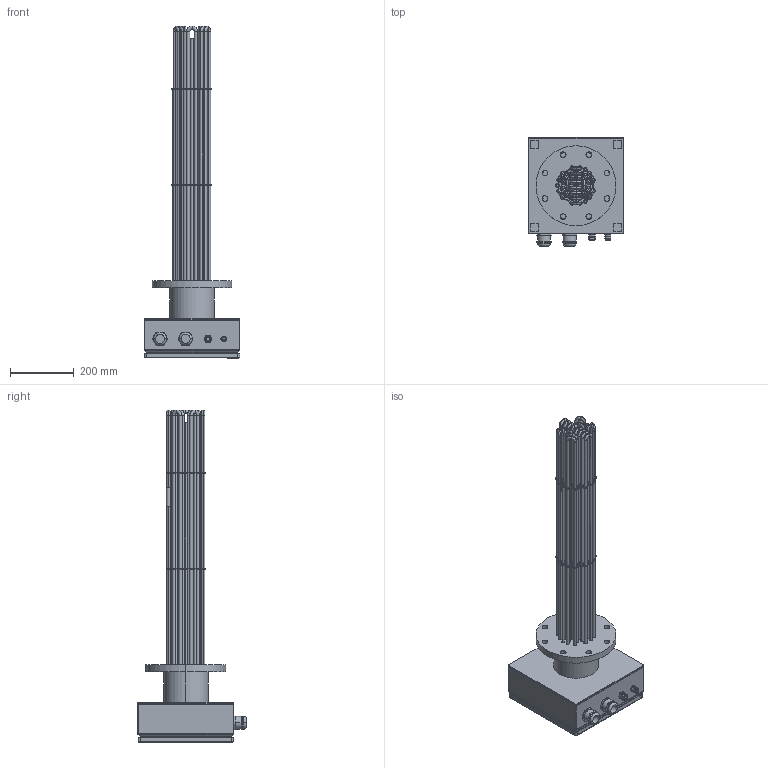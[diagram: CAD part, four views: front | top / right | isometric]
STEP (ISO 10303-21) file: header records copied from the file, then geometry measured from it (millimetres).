
FILE_DESCRIPTION (( 'STEP AP214' ), '1' );
FILE_NAME ('180015 - SSFHK 60 kW DN125 ET 800 STEP.STEP', '2021-06-08T08:01:41', ( '' ), ( '' ), 'SwSTEP 2.0', 'SolidWorks 2021', '' );
FILE_SCHEMA (( 'AUTOMOTIVE_DESIGN' ));
Length unit declared in the file: millimetre
Products named in the file (21): VM^SSFHK_DN125 - 18 RHK - 800mm; Distanzscheiben^SSFHK_DN125 - 18 RHK; Messingbrücken^SSFHK_TYP E - DN125 - 18 RHK; BODY 300^AK 300x300x120_Anschlusskasten_SSFHK; Rohrheizkörper^SSFHK_DN125 - 18 RHK - 800 mm; WB 10er^Fühlerschutzrohre_SSFHK; Anschlusskasten^SSFHK_300x300x120; AK 300x300x120^Anschlusskasten_SSFHK; Kabelverschraubung^SSFHK_2xM40+M20+M16; KV M20 WT MS^Kabelverschraubung_SSFHK; KV M40 WT MS^Kabelverschraubung_SSFHK; 180015 - SSFHK 60 kW DN125 ET 800 STEP; DECKEL 300^AK 300x300x120_Anschlusskasten_SSFHK; RHK^Rohrheizkörper_SSFHK_ET 800; Flansch^SSFHK_DN125 - 18 RHK; STB TF^Fühlerschutzrohre_SSFHK_800mm; KV M16 WT MS^Kabelverschraubung_SSFHK; Anschlusskastenplatte^SSFHK_300; FSR STB^Fühlerschutzrohre_SSFHK; Fühlerschutzrohre^SSFHK_DN125 - 800 mm; Kühlstrecke^SSFHK_DN125
Assembly tree (39 placements, depth 4):
  180015 - SSFHK 60 kW DN125 ET 800 STEP
    Flansch^SSFHK_DN125 - 18 RHK
    Rohrheizkörper^SSFHK_DN125 - 18 RHK - 800 mm
      RHK^Rohrheizkörper_SSFHK_ET 800  x18
    Distanzscheiben^SSFHK_DN125 - 18 RHK  x2
    Kühlstrecke^SSFHK_DN125
    Anschlusskastenplatte^SSFHK_300
    Fühlerschutzrohre^SSFHK_DN125 - 800 mm
      FSR STB^Fühlerschutzrohre_SSFHK
      STB TF^Fühlerschutzrohre_SSFHK_800mm
      WB 10er^Fühlerschutzrohre_SSFHK
    Anschlusskasten^SSFHK_300x300x120
      AK 300x300x120^Anschlusskasten_SSFHK
        BODY 300^AK 300x300x120_Anschlusskasten_SSFHK
        DECKEL 300^AK 300x300x120_Anschlusskasten_SSFHK
    Kabelverschraubung^SSFHK_2xM40+M20+M16
      KV M16 WT MS^Kabelverschraubung_SSFHK
      KV M20 WT MS^Kabelverschraubung_SSFHK
      KV M40 WT MS^Kabelverschraubung_SSFHK  x2
    Messingbrücken^SSFHK_TYP E - DN125 - 18 RHK
    VM^SSFHK_DN125 - 18 RHK - 800mm
Bounding box: 300 x 338.43 x 1038 mm (x, y, z)
Volume: 2876510.5 mm3; surface area: 2874505.3 mm2
Topology: 50 solids, 50 shells, 3066 faces, 8478 edges, 5538 vertices
Faces by surface type: cylinder 2124, plane 716, torus 208, cone 16, bspline 2
Entity records: 59868 total; most frequent: CARTESIAN_POINT 10810, DIRECTION 10720, ORIENTED_EDGE 9716, EDGE_CURVE 4858, AXIS2_PLACEMENT_3D 4232, VERTEX_POINT 3198, CIRCLE 2440, LINE 2256
